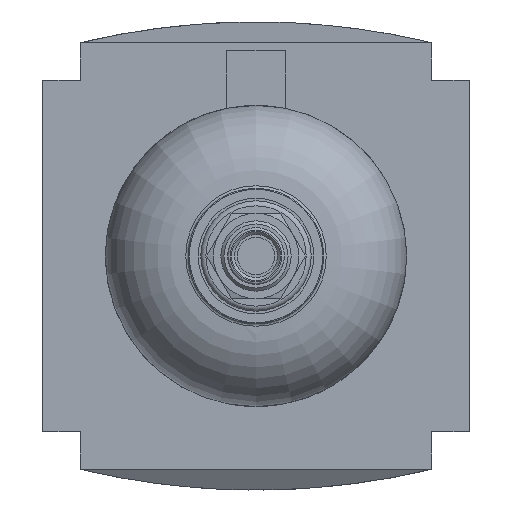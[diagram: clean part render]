
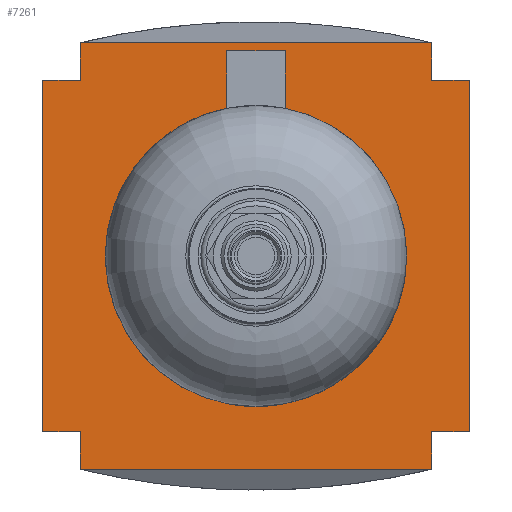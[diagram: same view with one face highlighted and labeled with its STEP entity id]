
A CAD part, front view. The second image highlights one B-rep face of the part: STEP entity #7261.
In plain terms, the highlighted planar face has unit normal (0, -1, 0).
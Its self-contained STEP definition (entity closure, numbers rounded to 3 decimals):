
#70=PLANE('',#7602);
#641=ORIENTED_EDGE('',*,*,#2093,.F.);
#642=ORIENTED_EDGE('',*,*,#2123,.F.);
#643=ORIENTED_EDGE('',*,*,#2038,.F.);
#644=ORIENTED_EDGE('',*,*,#2124,.T.);
#645=ORIENTED_EDGE('',*,*,#2106,.F.);
#646=ORIENTED_EDGE('',*,*,#2125,.T.);
#647=ORIENTED_EDGE('',*,*,#2086,.F.);
#648=ORIENTED_EDGE('',*,*,#2126,.T.);
#649=ORIENTED_EDGE('',*,*,#2025,.T.);
#650=ORIENTED_EDGE('',*,*,#2127,.F.);
#651=ORIENTED_EDGE('',*,*,#2084,.F.);
#652=ORIENTED_EDGE('',*,*,#2128,.T.);
#2025=EDGE_CURVE('',#2772,#2771,#3263,.T.);
#2038=EDGE_CURVE('',#2784,#2781,#3272,.T.);
#2084=EDGE_CURVE('',#2830,#2824,#3314,.T.);
#2086=EDGE_CURVE('',#2831,#2700,#3316,.T.);
#2093=EDGE_CURVE('',#2837,#2839,#3323,.T.);
#2106=EDGE_CURVE('',#2698,#2846,#3336,.T.);
#2123=EDGE_CURVE('',#2781,#2837,#3349,.T.);
#2124=EDGE_CURVE('',#2784,#2846,#3350,.T.);
#2125=EDGE_CURVE('',#2698,#2700,#3351,.T.);
#2126=EDGE_CURVE('',#2831,#2772,#3352,.T.);
#2127=EDGE_CURVE('',#2824,#2771,#3353,.T.);
#2128=EDGE_CURVE('',#2830,#2839,#3354,.T.);
#2698=VERTEX_POINT('',#9542);
#2700=VERTEX_POINT('',#9546);
#2771=VERTEX_POINT('',#9693);
#2772=VERTEX_POINT('',#9695);
#2781=VERTEX_POINT('',#9715);
#2784=VERTEX_POINT('',#9720);
#2824=VERTEX_POINT('',#9803);
#2830=VERTEX_POINT('',#9815);
#2831=VERTEX_POINT('',#9819);
#2837=VERTEX_POINT('',#9833);
#2839=VERTEX_POINT('',#9836);
#2846=VERTEX_POINT('',#9851);
#3263=LINE('',#9694,#3823);
#3272=LINE('',#9721,#3832);
#3314=LINE('',#9816,#3874);
#3316=LINE('',#9821,#3876);
#3323=LINE('',#9835,#3883);
#3336=LINE('',#9861,#3896);
#3349=LINE('',#9890,#3909);
#3350=LINE('',#9891,#3910);
#3351=LINE('',#9892,#3911);
#3352=LINE('',#9893,#3912);
#3353=LINE('',#9894,#3913);
#3354=LINE('',#9895,#3914);
#3823=VECTOR('',#8134,1000.);
#3832=VECTOR('',#8153,1000.);
#3874=VECTOR('',#8209,1000.);
#3876=VECTOR('',#8213,1000.);
#3883=VECTOR('',#8222,1000.);
#3896=VECTOR('',#8237,1000.);
#3909=VECTOR('',#8266,1000.);
#3910=VECTOR('',#8267,1000.);
#3911=VECTOR('',#8268,1000.);
#3912=VECTOR('',#8269,1000.);
#3913=VECTOR('',#8270,1000.);
#3914=VECTOR('',#8271,1000.);
#4349=EDGE_LOOP('',(#641,#642,#643,#644,#645,#646,#647,#648,#649,#650,#651,
#652));
#4713=FACE_BOUND('',#4349,.T.);
#7261=ADVANCED_FACE('',(#4713),#70,.F.);
#7602=AXIS2_PLACEMENT_3D('',#9889,#8264,#8265);
#8134=DIRECTION('',(0.,0.,-1.));
#8153=DIRECTION('',(0.,0.,-1.));
#8209=DIRECTION('',(0.,0.,1.));
#8213=DIRECTION('',(0.,0.,1.));
#8222=DIRECTION('',(0.,0.,-1.));
#8237=DIRECTION('',(0.,0.,-1.));
#8264=DIRECTION('',(0.,1.,0.));
#8265=DIRECTION('',(0.,0.,1.));
#8266=DIRECTION('',(-1.,0.,0.));
#8267=DIRECTION('',(-1.,0.,0.));
#8268=DIRECTION('',(-1.,0.,0.));
#8269=DIRECTION('',(-1.,0.,0.));
#8270=DIRECTION('',(-1.,0.,0.));
#8271=DIRECTION('',(1.,0.,0.));
#9542=CARTESIAN_POINT('',(35.,-51.,42.5));
#9546=CARTESIAN_POINT('',(-35.,-51.,42.5));
#9693=CARTESIAN_POINT('',(-42.5,-51.,-35.));
#9694=CARTESIAN_POINT('',(-42.5,-51.,35.));
#9695=CARTESIAN_POINT('',(-42.5,-51.,35.));
#9715=CARTESIAN_POINT('',(42.5,-51.,-35.));
#9720=CARTESIAN_POINT('',(42.5,-51.,35.));
#9721=CARTESIAN_POINT('',(42.5,-51.,35.));
#9803=CARTESIAN_POINT('',(-35.,-51.,-35.));
#9815=CARTESIAN_POINT('',(-35.,-51.,-42.5));
#9816=CARTESIAN_POINT('',(-35.,-51.,-42.5));
#9819=CARTESIAN_POINT('',(-35.,-51.,35.));
#9821=CARTESIAN_POINT('',(-35.,-51.,-42.5));
#9833=CARTESIAN_POINT('',(35.,-51.,-35.));
#9835=CARTESIAN_POINT('',(35.,-51.,42.5));
#9836=CARTESIAN_POINT('',(35.,-51.,-42.5));
#9851=CARTESIAN_POINT('',(35.,-51.,35.));
#9861=CARTESIAN_POINT('',(35.,-51.,42.5));
#9889=CARTESIAN_POINT('',(0.,-51.,103.36));
#9890=CARTESIAN_POINT('',(42.5,-51.,-35.));
#9891=CARTESIAN_POINT('',(42.5,-51.,35.));
#9892=CARTESIAN_POINT('',(0.,-51.,42.5));
#9893=CARTESIAN_POINT('',(42.5,-51.,35.));
#9894=CARTESIAN_POINT('',(42.5,-51.,-35.));
#9895=CARTESIAN_POINT('',(0.,-51.,-42.5));
